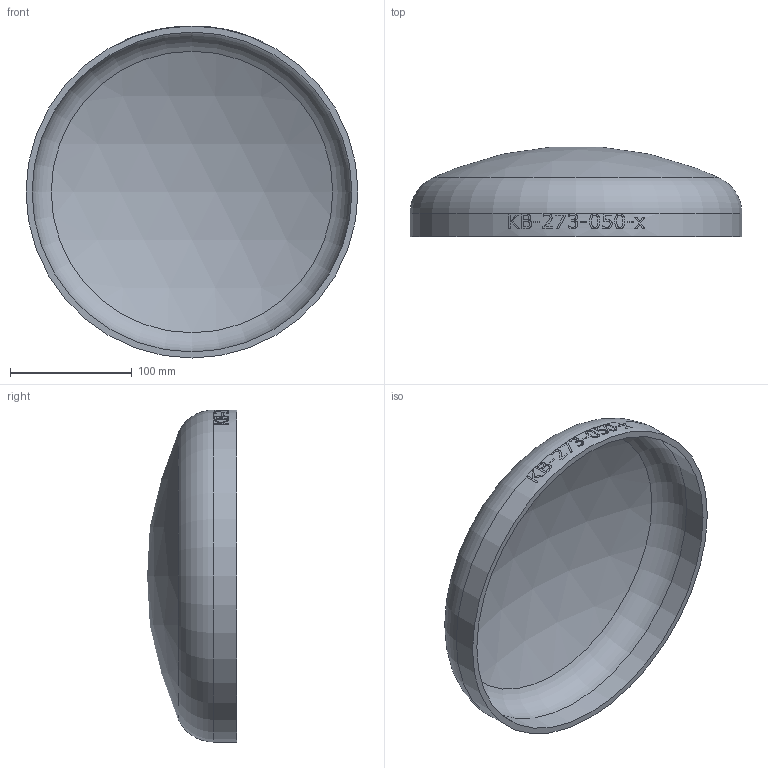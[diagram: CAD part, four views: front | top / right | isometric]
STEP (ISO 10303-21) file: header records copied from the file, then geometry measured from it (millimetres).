
FILE_DESCRIPTION (( 'STEP AP214' ), '1' );
FILE_NAME ('KB-273-050-x Klöpperboden 2003.STEP', '2020-03-27T07:53:01', ( '' ), ( '' ), 'SwSTEP 2.0', 'SolidWorks 2016', '' );
FILE_SCHEMA (( 'AUTOMOTIVE_DESIGN' ));
Length unit declared in the file: millimetre
Products named in the file (1): KB-273-050-x Klöpperboden 2003
Bounding box: 273 x 73.75 x 273 mm (x, y, z)
Volume: 440750.6 mm3; surface area: 180632 mm2
Topology: 1 solids, 1 shells, 174 faces, 463 edges, 308 vertices
Faces by surface type: bspline 92, plane 60, cylinder 18, torus 2, sphere 2
Full cylindrical faces by diameter (mm): 263 x1, 273 x1
Entity records: 26779 total; most frequent: CARTESIAN_POINT 21421, ORIENTED_EDGE 918, EDGE_CURVE 459, DIRECTION 400, VERTEX_POINT 308, B_SPLINE_CURVE_WITH_KNOTS 297, EDGE_LOOP 195, FACE_OUTER_BOUND 178
